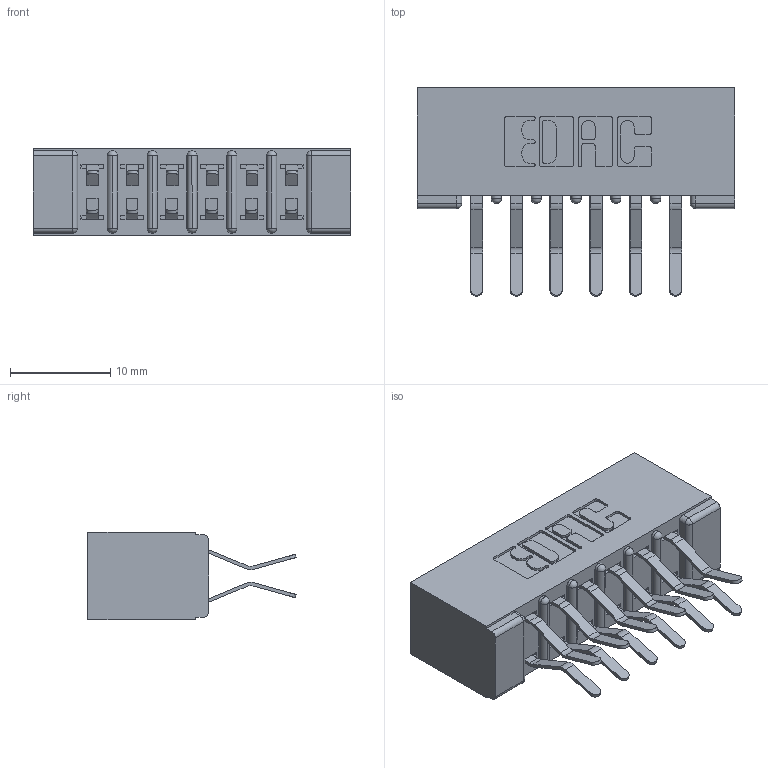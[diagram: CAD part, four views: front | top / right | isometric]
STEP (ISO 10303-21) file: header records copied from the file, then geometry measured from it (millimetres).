
FILE_DESCRIPTION (( 'STEP AP203' ), '1' );
FILE_NAME ('307-012-560-201.STEP', '2019-09-05T18:22:07', ( '' ), ( '' ), 'SwSTEP 2.0', 'SolidWorks 2016', '' );
FILE_SCHEMA (( 'CONFIG_CONTROL_DESIGN' ));
Length unit declared in the file: inch
Products named in the file (3): 307-290-001_560; 307-012-560-201; 307 Part_No Mounting Lugs
Assembly tree (13 placements, depth 2):
  307-012-560-201
    307 Part_No Mounting Lugs
    307-290-001_560  x12
Bounding box: 31.65 x 20.73 x 8.71 mm (x, y, z)
Volume: 2320 mm3; surface area: 3824.8 mm2
Topology: 13 solids, 13 shells, 717 faces, 2003 edges, 1298 vertices
Faces by surface type: plane 462, cylinder 241, sphere 14
Entity records: 9600 total; most frequent: CARTESIAN_POINT 1578, DIRECTION 1561, ORIENTED_EDGE 1558, EDGE_CURVE 779, LINE 583, VECTOR 583, VERTEX_POINT 506, AXIS2_PLACEMENT_3D 489
